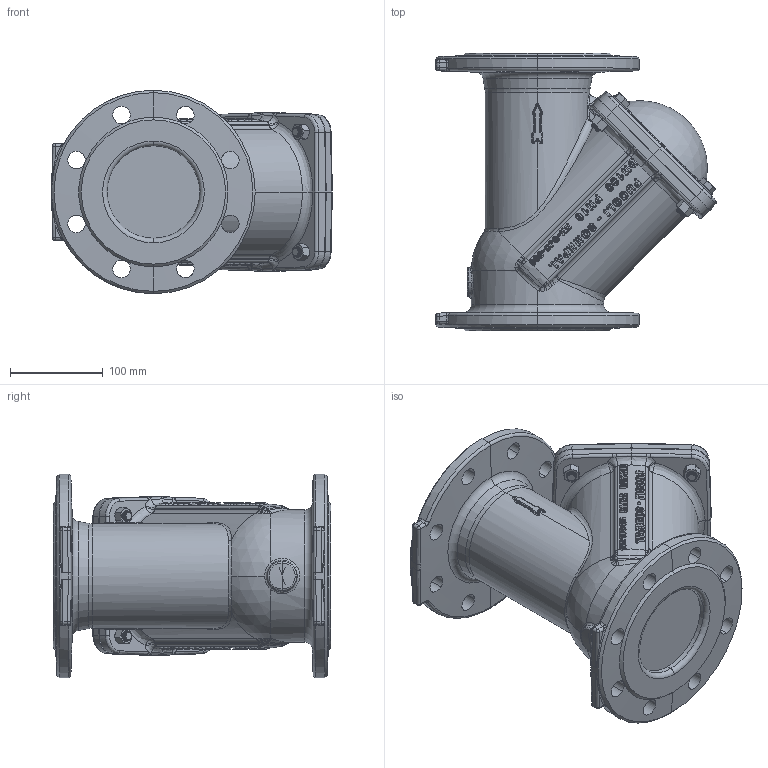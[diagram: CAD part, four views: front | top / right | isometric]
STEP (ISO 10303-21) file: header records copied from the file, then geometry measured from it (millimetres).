
FILE_DESCRIPTION (( 'STEP AP214' ), '1' );
FILE_NAME ('VALV RET BOLA FL DN100 PN16.STEP', '2014-09-29T16:20:27', ( '' ), ( '' ), 'SwSTEP 2.0', 'SolidWorks 2014', '' );
FILE_SCHEMA (( 'AUTOMOTIVE_DESIGN' ));
Length unit declared in the file: millimetre
Products named in the file (1): VALV RET BOLA FL DN100 PN16
Bounding box: 303.34 x 300 x 220 mm (x, y, z)
Volume: 10806763.7 mm3; surface area: 617533 mm2
Topology: 7 solids, 11 shells, 2803 faces, 7159 edges, 4472 vertices
Faces by surface type: bspline 1319, cone 547, cylinder 473, plane 343, torus 73, sphere 48
Entity records: 218551 total; most frequent: CARTESIAN_POINT 132964, ORIENTED_EDGE 14264, DIRECTION 7878, EDGE_CURVE 7132, VERTEX_POINT 4471, B_SPLINE_CURVE_WITH_KNOTS 3890, AXIS2_PLACEMENT_3D 3245, EDGE_LOOP 2971
